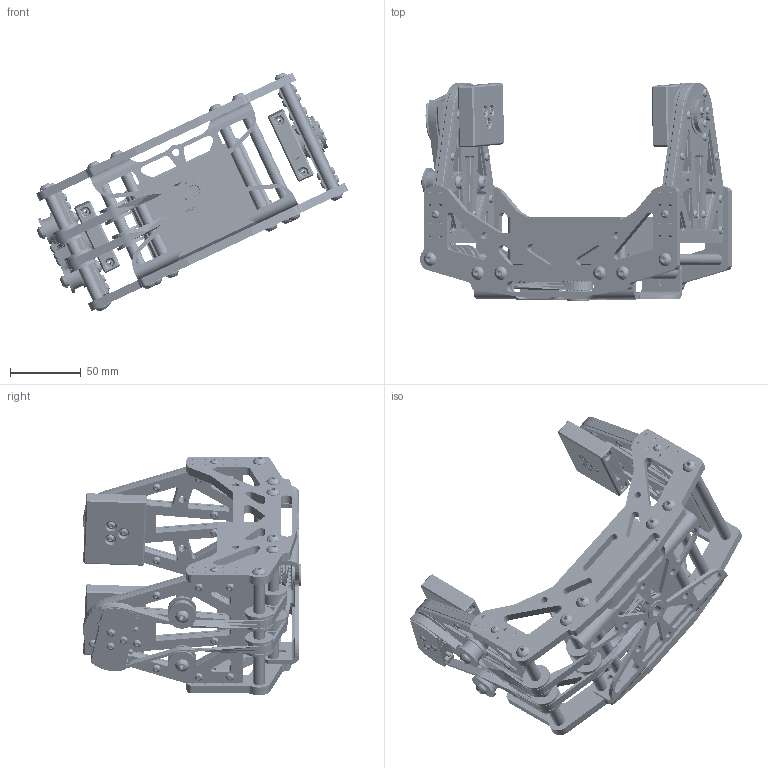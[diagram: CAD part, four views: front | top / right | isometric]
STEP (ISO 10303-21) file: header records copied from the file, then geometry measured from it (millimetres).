
FILE_DESCRIPTION(/* description */ (''),/* implementation_level */ '2;1');
FILE_NAME(/* name */ '云台架总装 v76.step',/* time_stamp */ '2022-07-05T14:38:17+08:00',/* author */ (''),/* organization */ (''),/* preprocessor_version */ 'ST-DEVELOPER v19',/* originating_system */ 'Autodesk Translation Framework v11.7.0.108',/* authorisation */ '');
FILE_SCHEMA (('AUTOMOTIVE_DESIGN { 1 0 10303 214 3 1 1 }'));
Products named in the file (42): 云台架总装; 架板; 云台架底座; C-SEFL688ZZ; DJI Manifold 2 Model; 妙算架架; 妙算架架B; 架; 填充1; 架_1; 填充1_1; m3d5_6; 架板1; M3x4 BHCS; 耳朵; 耳朵朵; 耳朵_1; M3x12 BHCS; 耳朵朵_1; m3d5_16; FL6704ZZ; m3d5_40; 耳朵盖; M3x8 BHCS; pit从动同步轮s3m50t060; 耳朵垫片; pit张紧滑块; pit张紧滑块_1; M3 Threaded Insert; M3x25 BHCS; M3x20 BHCS; M5x12 BHCS; m5d8_15; d16h11l7惰轮; M5x6 BHCS; 普通六角螺母M5; pit皮带; M3x10 BHCS; HTPB20S3M060-A-H8; _HTPB20S3M060-A-H8_b ...
Assembly tree (167 placements, depth 4):
  云台架总装
    m5d8_80  x6
    架板  x2
    云台架底座
      C-SEFL688ZZ
    d16h11l7惰轮  x6
    DJI Manifold 2 Model
      妙算架架
      妙算架架B
    架
      架板1  x2
      填充1
        m3d5_6  x11
        M3 Threaded Insert  x2
      M3x4 BHCS  x22
    架_1
      架板1  x2
      填充1_1
        m3d5_6  x11
        M3 Threaded Insert  x2
      M3x4 BHCS  x22
    耳朵
      M3x12 BHCS  x3
      FL6704ZZ  x2
      耳朵垫片
      耳朵朵
        m3d5_16  x3
      m3d5_40  x2
    耳朵_1
      M3x12 BHCS  x3
      FL6704ZZ  x2
      耳朵垫片
      耳朵朵_1
        m3d5_16  x3
      m3d5_40  x2
    耳朵盖
      M3x8 BHCS  x3
    pit从动同步轮s3m50t060
      耳朵垫片
      pit张紧滑块
        M3 Threaded Insert
      pit张紧滑块_1
        M3 Threaded Insert
      M3x25 BHCS  x2
      M3x20 BHCS  x3
    M5x12 BHCS  x2
    m5d8_15  x2
    M5x10 BHCS  x14
    M5x6 BHCS  x2
    普通六角螺母M5  x2
    pit皮带
    M3x10 BHCS  x4
    HTPB20S3M060-A-H8
      _HTPB20S3M060-A-H8_b
Bounding box: 220.12 x 153.32 x 168.48 mm (x, y, z)
Volume: 499273.2 mm3; surface area: 275944.9 mm2
Topology: 164 solids, 164 shells, 4881 faces, 11338 edges, 7081 vertices
Faces by surface type: plane 2074, cylinder 1455, cone 744, bspline 490, sphere 80, torus 38
Full cylindrical faces by diameter (mm): 2 x2, 2.5 x13, 2.529 x32, 2.9 x6, 3 x130, 4.134 x2, 4.2 x6, 4.234 x8, 4.25 x6, 4.5 x2, 4.6 x6, 4.8 x4, 5 x85, 5.2 x38, 5.7 x62, 6 x8, 8 x24, 9.5 x18, 10.56 x2, 14 x2, 14.112 x2, 16 x8, 18 x1, 20 x24, 22.36 x8, 25 x4, 25.3 x8, 27 x10, 28.5 x4, 30 x1
Entity records: 70068 total; most frequent: CARTESIAN_POINT 15146, DIRECTION 11573, ORIENTED_EDGE 10896, EDGE_CURVE 5448, AXIS2_PLACEMENT_3D 4346, VERTEX_POINT 3427, LINE 2881, VECTOR 2881
